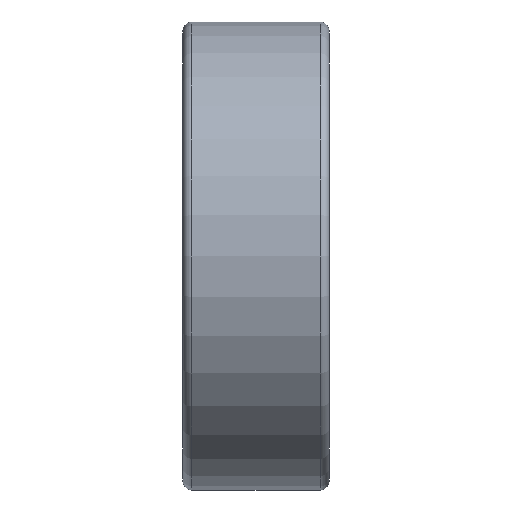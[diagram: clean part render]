
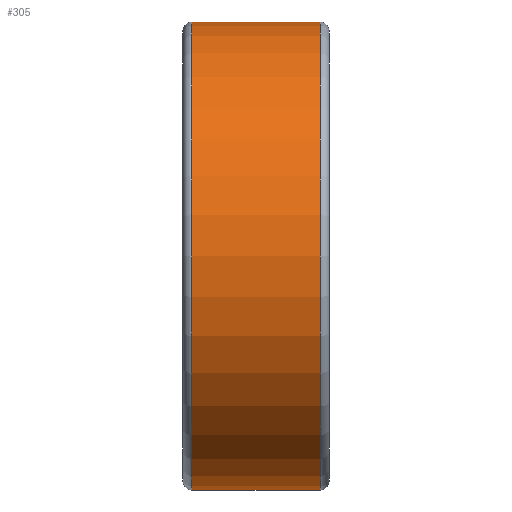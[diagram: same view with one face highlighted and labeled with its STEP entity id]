
A CAD part, front view. The second image highlights one B-rep face of the part: STEP entity #305.
In plain terms, the highlighted cylindrical face has radius 8 mm (diameter 16 mm), a partial arc.
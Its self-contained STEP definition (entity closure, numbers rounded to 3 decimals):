
#7 = EDGE_CURVE ( 'NONE', #411, #709, #769, .T. ) ;
#12 = CARTESIAN_POINT ( 'NONE',  ( -2.2, 0., -8. ) ) ;
#114 = CARTESIAN_POINT ( 'NONE',  ( 2.2, 0., 8. ) ) ;
#128 = CARTESIAN_POINT ( 'NONE',  ( -20.637, 0., 0. ) ) ;
#147 = CARTESIAN_POINT ( 'NONE',  ( -2.2, 0., 0. ) ) ;
#183 = VERTEX_POINT ( 'NONE', #311 ) ;
#189 = DIRECTION ( 'NONE',  ( 1., 0., 0. ) ) ;
#215 = EDGE_CURVE ( 'NONE', #709, #183, #746, .T. ) ;
#230 = CARTESIAN_POINT ( 'NONE',  ( -2.2, 0., 8. ) ) ;
#305 = ADVANCED_FACE ( 'NONE', ( #388 ), #700, .T. ) ;
#311 = CARTESIAN_POINT ( 'NONE',  ( 2.2, 0., -8. ) ) ;
#320 = ORIENTED_EDGE ( 'NONE', *, *, #215, .T. ) ;
#334 = EDGE_LOOP ( 'NONE', ( #544, #406, #320, #652 ) ) ;
#380 = CARTESIAN_POINT ( 'NONE',  ( -20.637, 0., 8. ) ) ;
#388 = FACE_OUTER_BOUND ( 'NONE', #334, .T. ) ;
#406 = ORIENTED_EDGE ( 'NONE', *, *, #7, .T. ) ;
#411 = VERTEX_POINT ( 'NONE', #230 ) ;
#424 = VECTOR ( 'NONE', #189, 1000. ) ;
#440 = VERTEX_POINT ( 'NONE', #114 ) ;
#458 = EDGE_CURVE ( 'NONE', #440, #183, #650, .T. ) ;
#479 = DIRECTION ( 'NONE',  ( 0., 0., -1. ) ) ;
#481 = AXIS2_PLACEMENT_3D ( 'NONE', #814, #566, #752 ) ;
#504 = CARTESIAN_POINT ( 'NONE',  ( -20.637, 0., -8. ) ) ;
#529 = AXIS2_PLACEMENT_3D ( 'NONE', #128, #537, #658 ) ;
#537 = DIRECTION ( 'NONE',  ( 1., 0., 0. ) ) ;
#544 = ORIENTED_EDGE ( 'NONE', *, *, #748, .F. ) ;
#566 = DIRECTION ( 'NONE',  ( 1., 0., 0. ) ) ;
#650 = CIRCLE ( 'NONE', #481, 8. ) ;
#652 = ORIENTED_EDGE ( 'NONE', *, *, #458, .F. ) ;
#658 = DIRECTION ( 'NONE',  ( 0., 0., -1. ) ) ;
#666 = AXIS2_PLACEMENT_3D ( 'NONE', #147, #728, #479 ) ;
#692 = DIRECTION ( 'NONE',  ( 1., 0., 0. ) ) ;
#700 = CYLINDRICAL_SURFACE ( 'NONE', #529, 8. ) ;
#709 = VERTEX_POINT ( 'NONE', #12 ) ;
#728 = DIRECTION ( 'NONE',  ( 1., 0., 0. ) ) ;
#741 = VECTOR ( 'NONE', #692, 1000. ) ;
#746 = LINE ( 'NONE', #504, #741 ) ;
#748 = EDGE_CURVE ( 'NONE', #411, #440, #775, .T. ) ;
#752 = DIRECTION ( 'NONE',  ( 0., 0., -1. ) ) ;
#769 = CIRCLE ( 'NONE', #666, 8. ) ;
#775 = LINE ( 'NONE', #380, #424 ) ;
#814 = CARTESIAN_POINT ( 'NONE',  ( 2.2, 0., 0. ) ) ;
